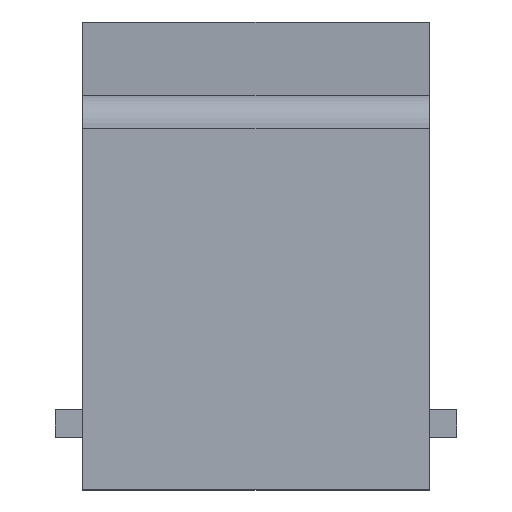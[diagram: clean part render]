
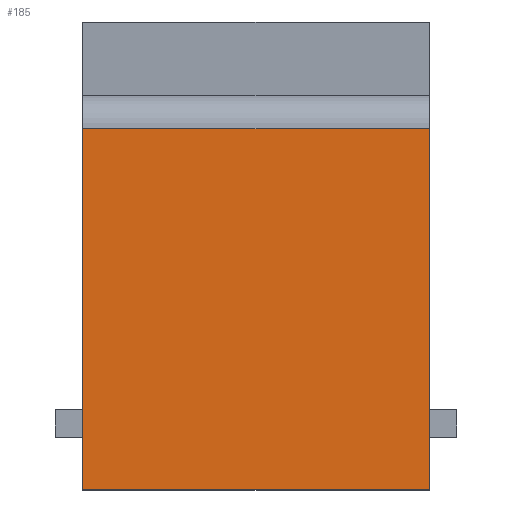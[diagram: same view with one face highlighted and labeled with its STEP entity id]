
A CAD part, top view. The second image highlights one B-rep face of the part: STEP entity #185.
In plain terms, the highlighted planar face has unit normal (0, 0, 1).
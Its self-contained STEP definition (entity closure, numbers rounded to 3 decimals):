
#72 = VERTEX_POINT('',#73);
#73 = CARTESIAN_POINT('',(7.62,-19.39,16.));
#79 = EDGE_CURVE('',#72,#80,#82,.T.);
#80 = VERTEX_POINT('',#81);
#81 = CARTESIAN_POINT('',(7.62,-3.545,16.));
#82 = LINE('',#83,#84);
#83 = CARTESIAN_POINT('',(7.62,-19.39,16.));
#84 = VECTOR('',#85,1.);
#85 = DIRECTION('',(0.,1.,0.));
#136 = VERTEX_POINT('',#137);
#137 = CARTESIAN_POINT('',(-7.62,-3.545,16.));
#144 = EDGE_CURVE('',#80,#136,#145,.T.);
#145 = LINE('',#146,#147);
#146 = CARTESIAN_POINT('',(7.62,-3.545,16.));
#147 = VECTOR('',#148,1.);
#148 = DIRECTION('',(-1.,-0.,-0.));
#185 = ADVANCED_FACE('',(#186),#204,.F.);
#186 = FACE_BOUND('',#187,.F.);
#187 = EDGE_LOOP('',(#188,#189,#197,#203));
#188 = ORIENTED_EDGE('',*,*,#79,.F.);
#189 = ORIENTED_EDGE('',*,*,#190,.T.);
#190 = EDGE_CURVE('',#72,#191,#193,.T.);
#191 = VERTEX_POINT('',#192);
#192 = CARTESIAN_POINT('',(-7.62,-19.39,16.));
#193 = LINE('',#194,#195);
#194 = CARTESIAN_POINT('',(7.62,-19.39,16.));
#195 = VECTOR('',#196,1.);
#196 = DIRECTION('',(-1.,-0.,-0.));
#197 = ORIENTED_EDGE('',*,*,#198,.F.);
#198 = EDGE_CURVE('',#136,#191,#199,.T.);
#199 = LINE('',#200,#201);
#200 = CARTESIAN_POINT('',(-7.62,-9.105,16.));
#201 = VECTOR('',#202,1.);
#202 = DIRECTION('',(0.,-1.,0.));
#203 = ORIENTED_EDGE('',*,*,#144,.F.);
#204 = PLANE('',#205);
#205 = AXIS2_PLACEMENT_3D('',#206,#207,#208);
#206 = CARTESIAN_POINT('',(7.62,-19.39,16.));
#207 = DIRECTION('',(0.,0.,-1.));
#208 = DIRECTION('',(0.,1.,0.));
